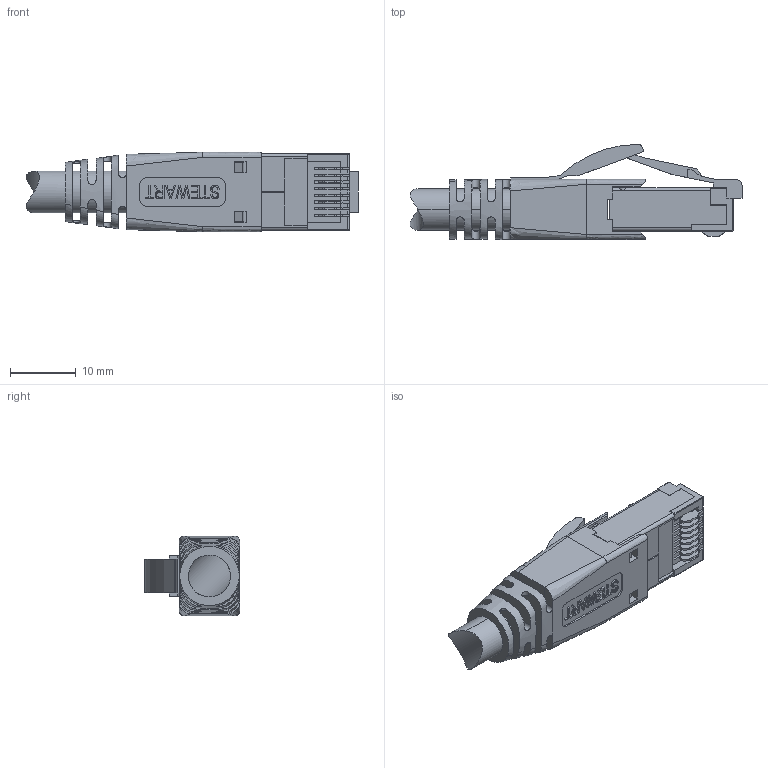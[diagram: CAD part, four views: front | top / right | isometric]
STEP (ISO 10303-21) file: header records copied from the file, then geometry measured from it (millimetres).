
FILE_DESCRIPTION (( 'STEP AP214' ), '1' );
FILE_NAME ('TSP6188S.STEP', '2014-06-02T15:40:45', ( 'L-Com' ), ( 'L-Com Global Connectivity' ), 'SwSTEP 2.0', 'SolidWorks 2014', '' );
FILE_SCHEMA (( 'AUTOMOTIVE_DESIGN' ));
Length unit declared in the file: inch
Products named in the file (8): TSP6088S-MA1; 1AD03-032-MA1; TDS8PC5-MA3; 1AD03-032-MA2_crimped strain relief; 1AD03-013-MA1; 1AD03-013-MA2; 1AD03-032-MA3; TSP6188S
Assembly tree (14 placements, depth 2):
  TSP6188S
    1AD03-032-MA3
    1AD03-013-MA2
    1AD03-013-MA1
    1AD03-032-MA2_crimped strain relief
    TDS8PC5-MA3  x8
    1AD03-032-MA1
    TSP6088S-MA1
Bounding box: 50.34 x 14.44 x 12.04 mm (x, y, z)
Volume: 2489.6 mm3; surface area: 5837.2 mm2
Topology: 14 solids, 14 shells, 819 faces, 2356 edges, 1515 vertices
Faces by surface type: plane 575, cylinder 184, bspline 40, sphere 18, torus 2
Entity records: 25205 total; most frequent: CARTESIAN_POINT 7664, ORIENTED_EDGE 3832, DIRECTION 3256, EDGE_CURVE 1916, LINE 1394, VECTOR 1394, VERTEX_POINT 1233, AXIS2_PLACEMENT_3D 931
